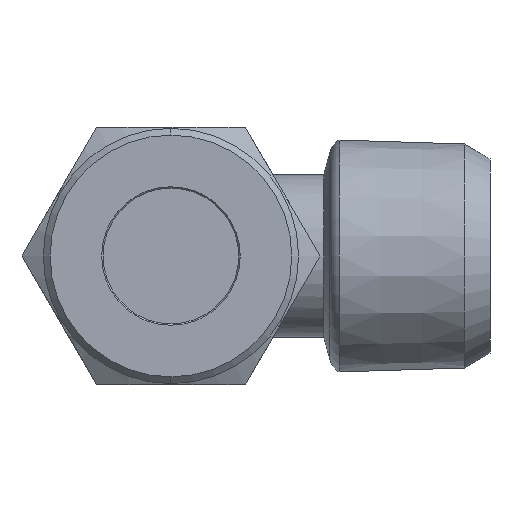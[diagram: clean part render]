
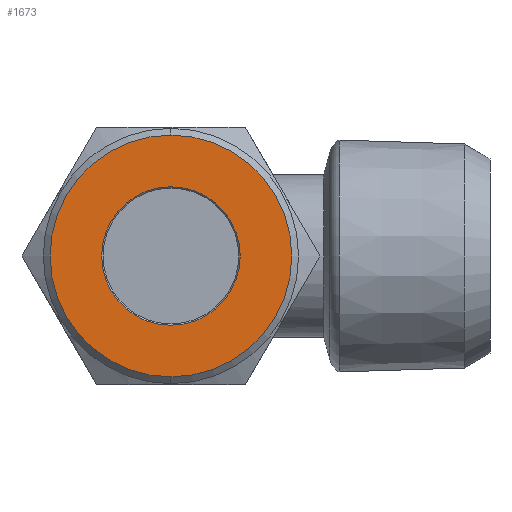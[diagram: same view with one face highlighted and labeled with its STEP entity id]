
A CAD part, left-side view. The second image highlights one B-rep face of the part: STEP entity #1673.
In plain terms, the highlighted planar face has unit normal (-1, 0, 0).
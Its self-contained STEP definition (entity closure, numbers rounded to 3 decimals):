
#270 = CARTESIAN_POINT ( 'NONE',  ( -31., 25.5, 0. ) ) ;
#271 = DIRECTION ( 'NONE',  ( -1., 0., 0. ) ) ;
#272 = DIRECTION ( 'NONE',  ( 0., 0., 1. ) ) ;
#338 = CARTESIAN_POINT ( 'NONE',  ( -31., 25.5, 0. ) ) ;
#339 = DIRECTION ( 'NONE',  ( 1., 0., 0. ) ) ;
#340 = DIRECTION ( 'NONE',  ( 0., 0., -1. ) ) ;
#519 = VERTEX_POINT ( 'NONE', #2551 ) ;
#522 = VERTEX_POINT ( 'NONE', #2554 ) ;
#555 = VERTEX_POINT ( 'NONE', #2587 ) ;
#556 = VERTEX_POINT ( 'NONE', #2588 ) ;
#604 = FACE_OUTER_BOUND ( 'NONE', #3044, .T. ) ;
#610 = FACE_BOUND ( 'NONE', #3048, .T. ) ;
#795 = CIRCLE ( 'NONE', #2127, 8.9 ) ;
#816 = CIRCLE ( 'NONE', #2132, 5.1 ) ;
#989 = EDGE_CURVE ( 'NONE', #556, #555, #2393, .T. ) ;
#990 = EDGE_CURVE ( 'NONE', #522, #519, #2394, .T. ) ;
#1109 = AXIS2_PLACEMENT_3D ( 'NONE', #1586, #1587, #1588 ) ;
#1110 = AXIS2_PLACEMENT_3D ( 'NONE', #1591, #1592, #1593 ) ;
#1166 = DIRECTION ( 'NONE',  ( -1., 0., 0. ) ) ;
#1168 = CARTESIAN_POINT ( 'NONE',  ( -31., 34.9, 0. ) ) ;
#1170 = PLANE ( 'NONE',  #2029 ) ;
#1172 = DIRECTION ( 'NONE',  ( 0., 0., 1. ) ) ;
#1586 = CARTESIAN_POINT ( 'NONE',  ( -31., 25.5, 0. ) ) ;
#1587 = DIRECTION ( 'NONE',  ( -1., 0., 0. ) ) ;
#1588 = DIRECTION ( 'NONE',  ( 0., 0., 1. ) ) ;
#1591 = CARTESIAN_POINT ( 'NONE',  ( -31., 25.5, 0. ) ) ;
#1592 = DIRECTION ( 'NONE',  ( 1., 0., 0. ) ) ;
#1593 = DIRECTION ( 'NONE',  ( 0., 0., -1. ) ) ;
#1673 = ADVANCED_FACE ( 'NONE', ( #604, #610 ), #1170, .T. ) ;
#2029 = AXIS2_PLACEMENT_3D ( 'NONE', #1168, #1166, #1172 ) ;
#2127 = AXIS2_PLACEMENT_3D ( 'NONE', #270, #271, #272 ) ;
#2132 = AXIS2_PLACEMENT_3D ( 'NONE', #338, #339, #340 ) ;
#2393 = CIRCLE ( 'NONE', #1109, 8.9 ) ;
#2394 = CIRCLE ( 'NONE', #1110, 5.1 ) ;
#2551 = CARTESIAN_POINT ( 'NONE',  ( -31., 25.5, 5.1 ) ) ;
#2554 = CARTESIAN_POINT ( 'NONE',  ( -31., 25.5, -5.1 ) ) ;
#2587 = CARTESIAN_POINT ( 'NONE',  ( -31., 25.5, 8.9 ) ) ;
#2588 = CARTESIAN_POINT ( 'NONE',  ( -31., 25.5, -8.9 ) ) ;
#2634 = EDGE_CURVE ( 'NONE', #555, #556, #795, .T. ) ;
#2650 = EDGE_CURVE ( 'NONE', #519, #522, #816, .T. ) ;
#2749 = ORIENTED_EDGE ( 'NONE', *, *, #989, .T. ) ;
#2750 = ORIENTED_EDGE ( 'NONE', *, *, #2634, .T. ) ;
#2751 = ORIENTED_EDGE ( 'NONE', *, *, #2650, .T. ) ;
#2752 = ORIENTED_EDGE ( 'NONE', *, *, #990, .T. ) ;
#3044 = EDGE_LOOP ( 'NONE', ( #2749, #2750 ) ) ;
#3048 = EDGE_LOOP ( 'NONE', ( #2751, #2752 ) ) ;
